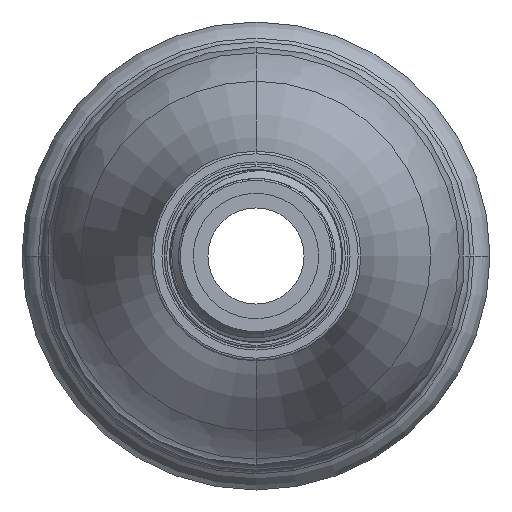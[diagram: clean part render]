
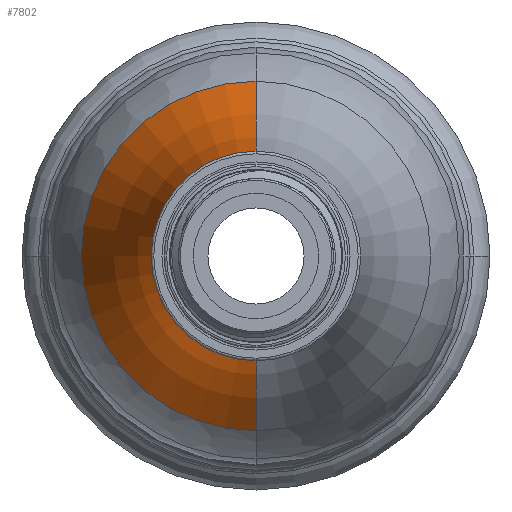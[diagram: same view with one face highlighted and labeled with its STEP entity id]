
A CAD part, front view. The second image highlights one B-rep face of the part: STEP entity #7802.
In plain terms, the highlighted toroidal (fillet/blend) face has major radius 82.029 mm and minor radius 70 mm.
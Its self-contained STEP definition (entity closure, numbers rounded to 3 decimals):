
#300 = AXIS2_PLACEMENT_3D ( 'NONE', #10016, #8496, #11358 ) ;
#949 = CARTESIAN_POINT ( 'NONE',  ( 0., 44.736, 0. ) ) ;
#1613 = CIRCLE ( 'NONE', #7350, 70. ) ;
#2630 = EDGE_CURVE ( 'NONE', #11425, #2661, #11466, .T. ) ;
#2661 = VERTEX_POINT ( 'NONE', #14301 ) ;
#3440 = CIRCLE ( 'NONE', #300, 20.9 ) ;
#3627 = DIRECTION ( 'NONE',  ( 0., -1., 0. ) ) ;
#3670 = EDGE_LOOP ( 'NONE', ( #6600, #3804, #17460, #14923 ) ) ;
#3804 = ORIENTED_EDGE ( 'NONE', *, *, #9041, .T. ) ;
#3810 = VERTEX_POINT ( 'NONE', #8846 ) ;
#4176 = TOROIDAL_SURFACE ( 'NONE', #9925, 82.029, 70. ) ;
#4206 = AXIS2_PLACEMENT_3D ( 'NONE', #14176, #4579, #12824 ) ;
#4579 = DIRECTION ( 'NONE',  ( 1., 0., 0. ) ) ;
#5835 = DIRECTION ( 'NONE',  ( 0., 0., 1. ) ) ;
#6130 = CARTESIAN_POINT ( 'NONE',  ( 0., 44.736, 12.531 ) ) ;
#6600 = ORIENTED_EDGE ( 'NONE', *, *, #15881, .F. ) ;
#7350 = AXIS2_PLACEMENT_3D ( 'NONE', #15423, #8268, #5835 ) ;
#7352 = CARTESIAN_POINT ( 'NONE',  ( 0., 53.106, 0. ) ) ;
#7446 = DIRECTION ( 'NONE',  ( 0., -1., 0. ) ) ;
#7760 = AXIS2_PLACEMENT_3D ( 'NONE', #949, #3627, #17175 ) ;
#7802 = ADVANCED_FACE ( 'NONE', ( #15513 ), #4176, .F. ) ;
#8027 = EDGE_CURVE ( 'NONE', #3810, #2661, #1613, .T. ) ;
#8268 = DIRECTION ( 'NONE',  ( -1., 0., 0. ) ) ;
#8496 = DIRECTION ( 'NONE',  ( 0., -1., 0. ) ) ;
#8697 = DIRECTION ( 'NONE',  ( 0., 0., -1. ) ) ;
#8846 = CARTESIAN_POINT ( 'NONE',  ( 0., 19., -20.9 ) ) ;
#9041 = EDGE_CURVE ( 'NONE', #9911, #11425, #16516, .T. ) ;
#9911 = VERTEX_POINT ( 'NONE', #16412 ) ;
#9925 = AXIS2_PLACEMENT_3D ( 'NONE', #7352, #7446, #8697 ) ;
#10016 = CARTESIAN_POINT ( 'NONE',  ( 0., 19., 0. ) ) ;
#11358 = DIRECTION ( 'NONE',  ( 0., 0., -1. ) ) ;
#11425 = VERTEX_POINT ( 'NONE', #6130 ) ;
#11466 = CIRCLE ( 'NONE', #7760, 12.531 ) ;
#12824 = DIRECTION ( 'NONE',  ( 0., 0., -1. ) ) ;
#14176 = CARTESIAN_POINT ( 'NONE',  ( 0., 53.106, 82.029 ) ) ;
#14301 = CARTESIAN_POINT ( 'NONE',  ( 0., 44.736, -12.531 ) ) ;
#14923 = ORIENTED_EDGE ( 'NONE', *, *, #8027, .F. ) ;
#15423 = CARTESIAN_POINT ( 'NONE',  ( 0., 53.106, -82.029 ) ) ;
#15513 = FACE_OUTER_BOUND ( 'NONE', #3670, .T. ) ;
#15881 = EDGE_CURVE ( 'NONE', #9911, #3810, #3440, .T. ) ;
#16412 = CARTESIAN_POINT ( 'NONE',  ( 0., 19., 20.9 ) ) ;
#16516 = CIRCLE ( 'NONE', #4206, 70. ) ;
#17175 = DIRECTION ( 'NONE',  ( 0., 0., 1. ) ) ;
#17460 = ORIENTED_EDGE ( 'NONE', *, *, #2630, .T. ) ;
